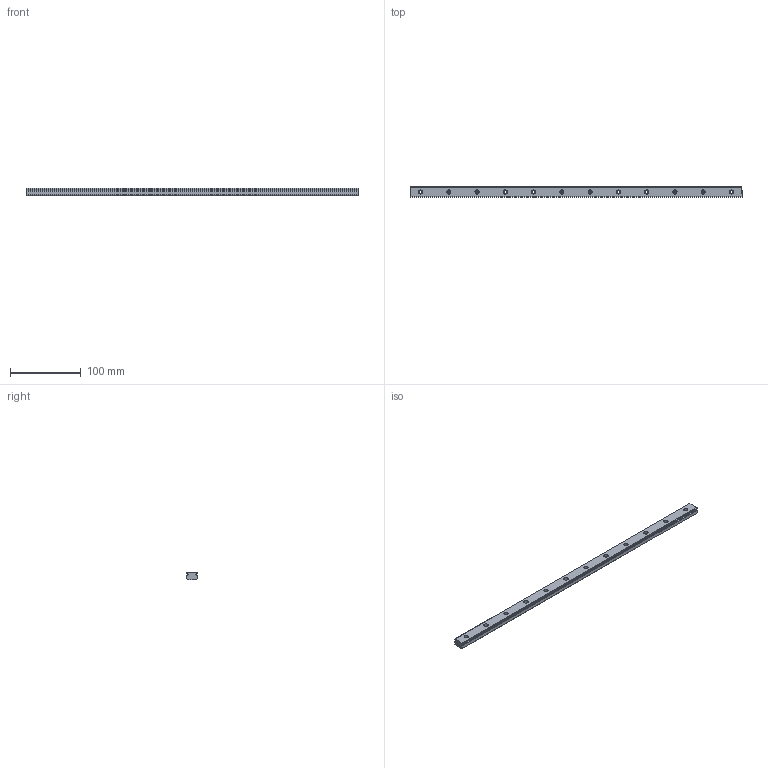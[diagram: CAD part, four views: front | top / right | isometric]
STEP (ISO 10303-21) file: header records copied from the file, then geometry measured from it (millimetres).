
FILE_DESCRIPTION (( 'STEP AP214' ), '1' );
FILE_NAME ('MGNR15R470CM-Rail.STEP', '2022-04-11T18:26:47', ( '' ), ( '' ), 'SwSTEP 2.0', 'SolidWorks 2021', '' );
FILE_SCHEMA (( 'AUTOMOTIVE_DESIGN' ));
Length unit declared in the file: millimetre
Products named in the file (1): MGNR15R470CM-Rail
Bounding box: 470 x 15 x 10 mm (x, y, z)
Volume: 64864.9 mm3; surface area: 27007.9 mm2
Topology: 1 solids, 1 shells, 96 faces, 282 edges, 188 vertices
Faces by surface type: cylinder 65, plane 31
Entity records: 3482 total; most frequent: CARTESIAN_POINT 723, DIRECTION 606, ORIENTED_EDGE 564, EDGE_CURVE 282, AXIS2_PLACEMENT_3D 239, VERTEX_POINT 188, CIRCLE 142, LINE 128
